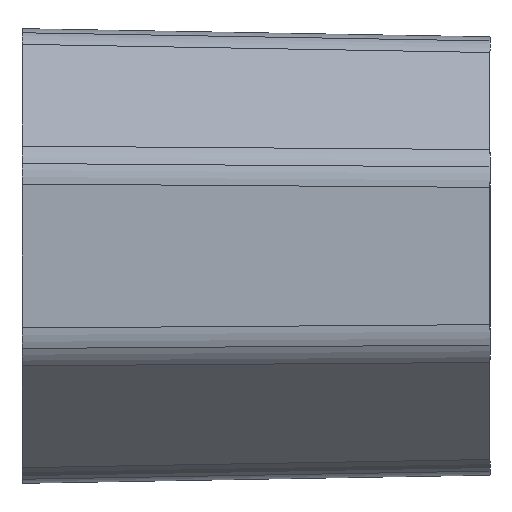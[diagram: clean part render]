
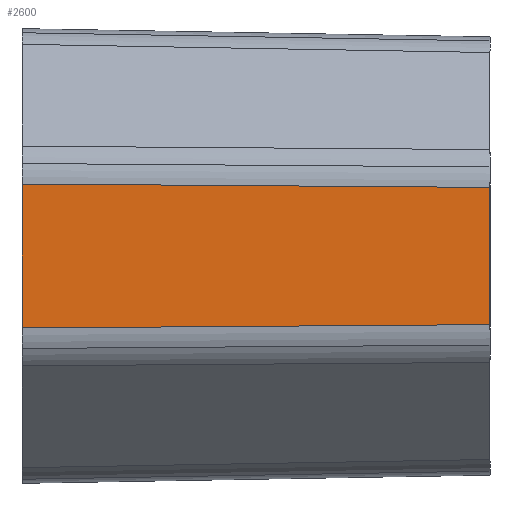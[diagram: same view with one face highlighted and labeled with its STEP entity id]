
A CAD part, left-side view. The second image highlights one B-rep face of the part: STEP entity #2600.
In plain terms, the highlighted planar face has unit normal (-1, -0.018, 0).
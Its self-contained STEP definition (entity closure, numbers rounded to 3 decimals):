
#86 = PLANE ( 'NONE',  #1380 ) ;
#145 = CARTESIAN_POINT ( 'NONE',  ( -4.272, 8.787, -1.353 ) ) ;
#227 = EDGE_CURVE ( 'NONE', #1398, #2194, #2582, .T. ) ;
#346 = CARTESIAN_POINT ( 'NONE',  ( -4.119, 0., -0.885 ) ) ;
#424 = EDGE_CURVE ( 'NONE', #2354, #2194, #2439, .T. ) ;
#503 = DIRECTION ( 'NONE',  ( -1., -0.017, 0. ) ) ;
#585 = VERTEX_POINT ( 'NONE', #2221 ) ;
#707 = VECTOR ( 'NONE', #2459, 1000. ) ;
#738 = CARTESIAN_POINT ( 'NONE',  ( -4.119, 0., -1.29 ) ) ;
#949 = DIRECTION ( 'NONE',  ( 0., 0., 1. ) ) ;
#960 = ORIENTED_EDGE ( 'NONE', *, *, #227, .T. ) ;
#998 = DIRECTION ( 'NONE',  ( 0.017, -1., -0.007 ) ) ;
#1075 = VECTOR ( 'NONE', #949, 1000. ) ;
#1332 = ORIENTED_EDGE ( 'NONE', *, *, #424, .F. ) ;
#1359 = EDGE_LOOP ( 'NONE', ( #2125, #960, #1332, #1510 ) ) ;
#1367 = CARTESIAN_POINT ( 'NONE',  ( -4.272, 8.796, 1.353 ) ) ;
#1380 = AXIS2_PLACEMENT_3D ( 'NONE', #2372, #503, #2667 ) ;
#1398 = VERTEX_POINT ( 'NONE', #738 ) ;
#1510 = ORIENTED_EDGE ( 'NONE', *, *, #2317, .F. ) ;
#1717 = DIRECTION ( 'NONE',  ( 0., 0., 1. ) ) ;
#1821 = LINE ( 'NONE', #145, #707 ) ;
#1838 = EDGE_CURVE ( 'NONE', #1398, #585, #1821, .T. ) ;
#1927 = CARTESIAN_POINT ( 'NONE',  ( -4.272, 8.796, -1.77 ) ) ;
#1934 = VECTOR ( 'NONE', #998, 1000. ) ;
#2099 = CARTESIAN_POINT ( 'NONE',  ( -4.119, 0., 1.29 ) ) ;
#2125 = ORIENTED_EDGE ( 'NONE', *, *, #1838, .F. ) ;
#2183 = CARTESIAN_POINT ( 'NONE',  ( -4.272, 8.787, 1.353 ) ) ;
#2194 = VERTEX_POINT ( 'NONE', #2099 ) ;
#2221 = CARTESIAN_POINT ( 'NONE',  ( -4.272, 8.796, -1.353 ) ) ;
#2257 = FACE_OUTER_BOUND ( 'NONE', #1359, .T. ) ;
#2317 = EDGE_CURVE ( 'NONE', #585, #2354, #2580, .T. ) ;
#2354 = VERTEX_POINT ( 'NONE', #1367 ) ;
#2372 = CARTESIAN_POINT ( 'NONE',  ( -4.272, 8.796, -1.77 ) ) ;
#2439 = LINE ( 'NONE', #2183, #1934 ) ;
#2459 = DIRECTION ( 'NONE',  ( -0.017, 1., -0.007 ) ) ;
#2540 = VECTOR ( 'NONE', #1717, 1000. ) ;
#2580 = LINE ( 'NONE', #1927, #2540 ) ;
#2582 = LINE ( 'NONE', #346, #1075 ) ;
#2600 = ADVANCED_FACE ( 'NONE', ( #2257 ), #86, .T. ) ;
#2667 = DIRECTION ( 'NONE',  ( -0.017, 1., 0. ) ) ;
